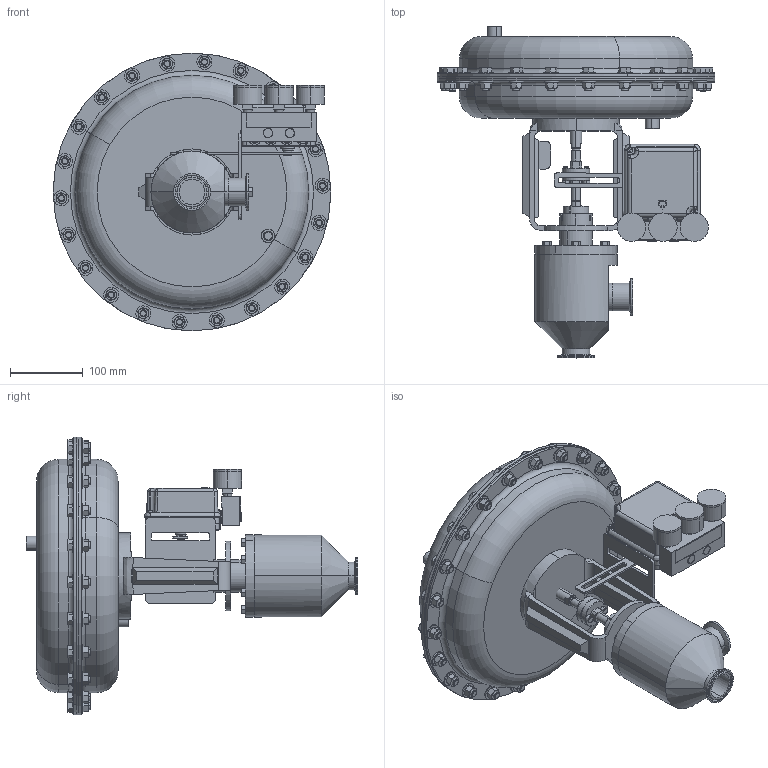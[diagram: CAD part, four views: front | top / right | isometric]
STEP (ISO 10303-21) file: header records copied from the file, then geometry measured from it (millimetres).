
FILE_DESCRIPTION (( 'STEP AP203' ), '1' );
FILE_NAME ('978SP-150-JD-85M-16PP.STEP', '2017-06-13T10:45:58', ( '' ), ( '' ), 'SwSTEP 2.0', 'SolidWorks 2014', '' );
FILE_SCHEMA (( 'CONFIG_CONTROL_DESIGN' ));
Products named in the file (2): 978SP-150-JD-85M-16PP
Bounding box: 381 x 455.38 x 381 mm (x, y, z)
Volume: 10998411 mm3; surface area: 1369773.6 mm2
Topology: 148 solids, 148 shells, 3221 faces, 7467 edges, 4581 vertices
Faces by surface type: plane 1203, cone 968, cylinder 711, bspline 303, torus 36
Entity records: 112092 total; most frequent: CARTESIAN_POINT 42303, ORIENTED_EDGE 14838, DIRECTION 13877, EDGE_CURVE 7419, AXIS2_PLACEMENT_3D 5527, VERTEX_POINT 4580, EDGE_LOOP 3401, ADVANCED_FACE 3221
